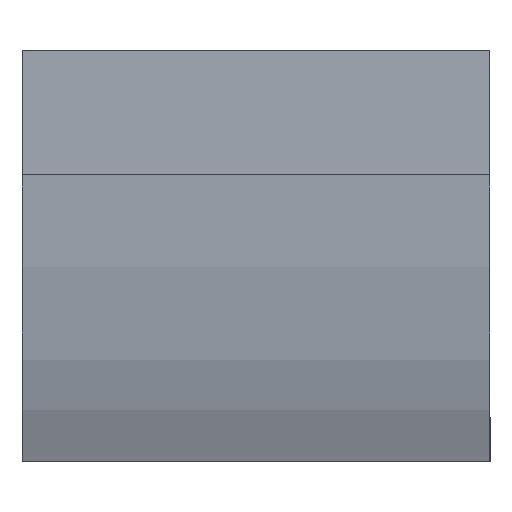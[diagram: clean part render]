
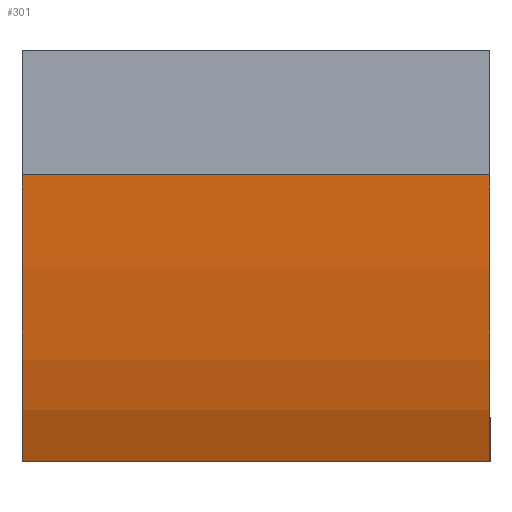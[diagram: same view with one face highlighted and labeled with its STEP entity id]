
A CAD part, left-side view. The second image highlights one B-rep face of the part: STEP entity #301.
In plain terms, the highlighted free-form (B-spline) face has degree [3, 1] with [5, 2] control points.
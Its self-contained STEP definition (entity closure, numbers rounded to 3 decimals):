
#13 = CARTESIAN_POINT ( 'NONE',  ( -41.456, 18.307, -19.235 ) ) ;
#23 = CARTESIAN_POINT ( 'NONE',  ( -41.606, -12.943, -16.682 ) ) ;
#80 = CARTESIAN_POINT ( 'NONE',  ( -40.636, -12.943, -28.241 ) ) ;
#112 = CARTESIAN_POINT ( 'NONE',  ( -41.606, 18.307, -16.682 ) ) ;
#163 = EDGE_CURVE ( 'NONE', #164, #1388, #708, .T. ) ;
#164 = VERTEX_POINT ( 'NONE', #232 ) ;
#189 = EDGE_CURVE ( 'NONE', #952, #164, #781, .T. ) ;
#195 = EDGE_LOOP ( 'NONE', ( #804, #320, #454, #552 ) ) ;
#202 = CARTESIAN_POINT ( 'NONE',  ( -41.456, -12.943, -19.235 ) ) ;
#206 = CARTESIAN_POINT ( 'NONE',  ( -40.636, 18.307, -28.241 ) ) ;
#232 = CARTESIAN_POINT ( 'NONE',  ( -38.273, -12.943, -33.266 ) ) ;
#301 = ADVANCED_FACE ( 'NONE', ( #387 ), #348, .F. ) ;
#320 = ORIENTED_EDGE ( 'NONE', *, *, #509, .T. ) ;
#348 = B_SPLINE_SURFACE_WITH_KNOTS ( 'NONE', 3, 1, ( 
 ( #1210, #1432 ),
 ( #23, #1445 ),
 ( #1080, #13 ),
 ( #493, #1094 ),
 ( #1108, #972 ) ),
 .UNSPECIFIED., .F., .F., .F.,
 ( 4, 1, 4 ),
 ( 2, 2 ),
 ( 0., 0.442, 1. ),
 ( 0., 1. ),
 .UNSPECIFIED. ) ;
#387 = FACE_OUTER_BOUND ( 'NONE', #195, .T. ) ;
#453 = DIRECTION ( 'NONE',  ( 0., -1., 0. ) ) ;
#454 = ORIENTED_EDGE ( 'NONE', *, *, #163, .F. ) ;
#493 = CARTESIAN_POINT ( 'NONE',  ( -40.636, -12.943, -28.241 ) ) ;
#500 = CARTESIAN_POINT ( 'NONE',  ( -38.273, 18.307, -33.266 ) ) ;
#509 = EDGE_CURVE ( 'NONE', #1012, #1388, #1233, .T. ) ;
#547 = LINE ( 'NONE', #1514, #670 ) ;
#552 = ORIENTED_EDGE ( 'NONE', *, *, #189, .F. ) ;
#664 = CARTESIAN_POINT ( 'NONE',  ( -41.606, -12.943, -14.099 ) ) ;
#670 = VECTOR ( 'NONE', #453, 1000. ) ;
#708 = LINE ( 'NONE', #1391, #1158 ) ;
#781 = B_SPLINE_CURVE_WITH_KNOTS ( 'NONE', 3,
 ( #1268, #1153, #202, #80, #1512 ),
 .UNSPECIFIED., .F., .F.,
 ( 4, 1, 4 ),
 ( 0., 0.442, 1. ),
 .UNSPECIFIED. ) ;
#804 = ORIENTED_EDGE ( 'NONE', *, *, #961, .F. ) ;
#952 = VERTEX_POINT ( 'NONE', #664 ) ;
#961 = EDGE_CURVE ( 'NONE', #1012, #952, #547, .T. ) ;
#972 = CARTESIAN_POINT ( 'NONE',  ( -38.273, 18.307, -33.266 ) ) ;
#1012 = VERTEX_POINT ( 'NONE', #1373 ) ;
#1036 = DIRECTION ( 'NONE',  ( 0., 1., 0. ) ) ;
#1056 = CARTESIAN_POINT ( 'NONE',  ( -38.273, 18.307, -33.266 ) ) ;
#1080 = CARTESIAN_POINT ( 'NONE',  ( -41.456, -12.943, -19.235 ) ) ;
#1094 = CARTESIAN_POINT ( 'NONE',  ( -40.636, 18.307, -28.241 ) ) ;
#1108 = CARTESIAN_POINT ( 'NONE',  ( -38.273, -12.943, -33.266 ) ) ;
#1149 = CARTESIAN_POINT ( 'NONE',  ( -41.606, 18.307, -14.099 ) ) ;
#1153 = CARTESIAN_POINT ( 'NONE',  ( -41.606, -12.943, -16.682 ) ) ;
#1158 = VECTOR ( 'NONE', #1036, 1000. ) ;
#1210 = CARTESIAN_POINT ( 'NONE',  ( -41.606, -12.943, -14.099 ) ) ;
#1233 = B_SPLINE_CURVE_WITH_KNOTS ( 'NONE', 3,
 ( #1149, #112, #1296, #206, #1056 ),
 .UNSPECIFIED., .F., .F.,
 ( 4, 1, 4 ),
 ( 0., 0.442, 1. ),
 .UNSPECIFIED. ) ;
#1268 = CARTESIAN_POINT ( 'NONE',  ( -41.606, -12.943, -14.099 ) ) ;
#1296 = CARTESIAN_POINT ( 'NONE',  ( -41.456, 18.307, -19.235 ) ) ;
#1373 = CARTESIAN_POINT ( 'NONE',  ( -41.606, 18.307, -14.099 ) ) ;
#1388 = VERTEX_POINT ( 'NONE', #500 ) ;
#1391 = CARTESIAN_POINT ( 'NONE',  ( -38.273, -44.445, -33.266 ) ) ;
#1432 = CARTESIAN_POINT ( 'NONE',  ( -41.606, 18.307, -14.099 ) ) ;
#1445 = CARTESIAN_POINT ( 'NONE',  ( -41.606, 18.307, -16.682 ) ) ;
#1512 = CARTESIAN_POINT ( 'NONE',  ( -38.273, -12.943, -33.266 ) ) ;
#1514 = CARTESIAN_POINT ( 'NONE',  ( -41.606, -12.943, -14.099 ) ) ;
